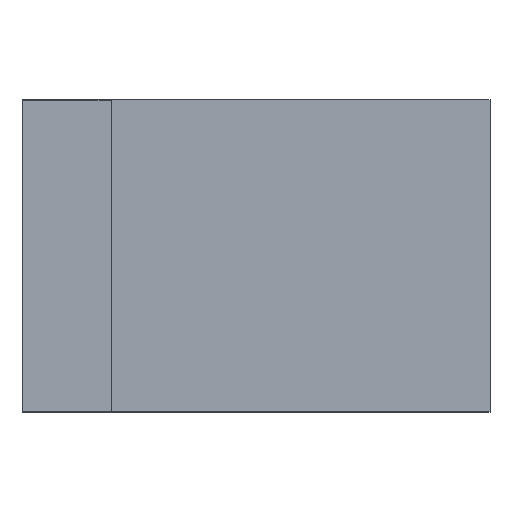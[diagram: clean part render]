
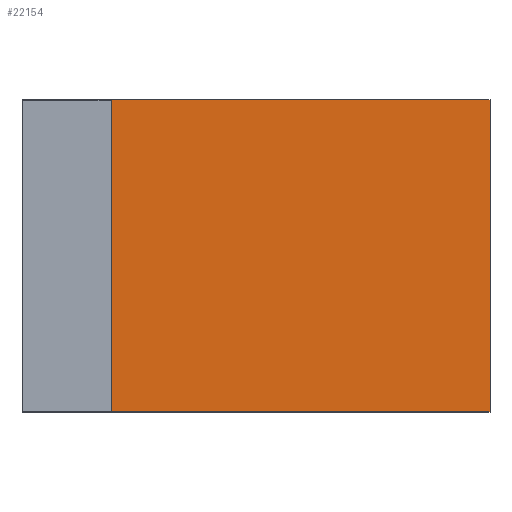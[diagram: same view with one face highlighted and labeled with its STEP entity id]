
A CAD part, top view. The second image highlights one B-rep face of the part: STEP entity #22154.
In plain terms, the highlighted planar face has unit normal (0, 0, 1).
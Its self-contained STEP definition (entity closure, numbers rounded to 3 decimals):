
#358 = DIRECTION ( 'NONE',  ( 1., 0., 0. ) ) ;
#2319 = VECTOR ( 'NONE', #12863, 1000. ) ;
#3468 = EDGE_CURVE ( 'NONE', #11879, #17313, #24979, .T. ) ;
#4066 = CARTESIAN_POINT ( 'NONE',  ( -15.75, 10.5, 6. ) ) ;
#4530 = LINE ( 'NONE', #11099, #24812 ) ;
#5018 = LINE ( 'NONE', #23560, #24664 ) ;
#5036 = CARTESIAN_POINT ( 'NONE',  ( -9.75, -10.5, 6. ) ) ;
#6161 = ORIENTED_EDGE ( 'NONE', *, *, #3468, .T. ) ;
#6413 = CARTESIAN_POINT ( 'NONE',  ( 3., 0., 6. ) ) ;
#8582 = VECTOR ( 'NONE', #24813, 1000. ) ;
#8612 = PLANE ( 'NONE',  #25130 ) ;
#10162 = EDGE_CURVE ( 'NONE', #15501, #11879, #4530, .T. ) ;
#11099 = CARTESIAN_POINT ( 'NONE',  ( 15.75, -10.5, 6. ) ) ;
#11879 = VERTEX_POINT ( 'NONE', #26083 ) ;
#12572 = DIRECTION ( 'NONE',  ( 0., 0., 1. ) ) ;
#12746 = DIRECTION ( 'NONE',  ( 1., 0., 0. ) ) ;
#12863 = DIRECTION ( 'NONE',  ( 0., 1., 0. ) ) ;
#13867 = ORIENTED_EDGE ( 'NONE', *, *, #10162, .T. ) ;
#14282 = CARTESIAN_POINT ( 'NONE',  ( 15.75, 10.5, 6. ) ) ;
#14634 = FACE_OUTER_BOUND ( 'NONE', #15289, .T. ) ;
#15289 = EDGE_LOOP ( 'NONE', ( #16674, #19152, #13867, #6161 ) ) ;
#15501 = VERTEX_POINT ( 'NONE', #5036 ) ;
#16674 = ORIENTED_EDGE ( 'NONE', *, *, #26778, .T. ) ;
#17313 = VERTEX_POINT ( 'NONE', #14282 ) ;
#19152 = ORIENTED_EDGE ( 'NONE', *, *, #21180, .T. ) ;
#19328 = CARTESIAN_POINT ( 'NONE',  ( 15.75, 10.5, 6. ) ) ;
#19572 = DIRECTION ( 'NONE',  ( 0., -1., 0. ) ) ;
#21180 = EDGE_CURVE ( 'NONE', #22682, #15501, #5018, .T. ) ;
#22154 = ADVANCED_FACE ( 'NONE', ( #14634 ), #8612, .T. ) ;
#22682 = VERTEX_POINT ( 'NONE', #25725 ) ;
#22736 = LINE ( 'NONE', #4066, #8582 ) ;
#23560 = CARTESIAN_POINT ( 'NONE',  ( -9.75, 10.5, 6. ) ) ;
#24664 = VECTOR ( 'NONE', #19572, 1000. ) ;
#24812 = VECTOR ( 'NONE', #12746, 1000. ) ;
#24813 = DIRECTION ( 'NONE',  ( -1., 0., 0. ) ) ;
#24979 = LINE ( 'NONE', #19328, #2319 ) ;
#25130 = AXIS2_PLACEMENT_3D ( 'NONE', #6413, #12572, #358 ) ;
#25725 = CARTESIAN_POINT ( 'NONE',  ( -9.75, 10.5, 6. ) ) ;
#26083 = CARTESIAN_POINT ( 'NONE',  ( 15.75, -10.5, 6. ) ) ;
#26778 = EDGE_CURVE ( 'NONE', #17313, #22682, #22736, .T. ) ;
